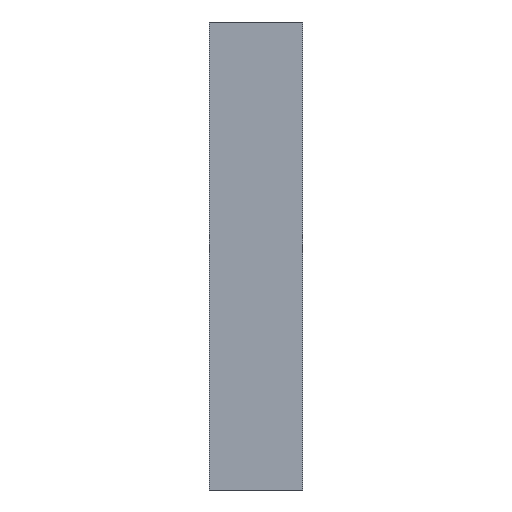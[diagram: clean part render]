
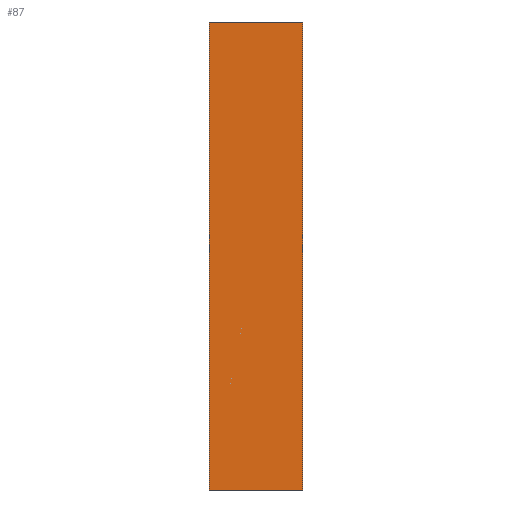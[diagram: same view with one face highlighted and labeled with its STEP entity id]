
A CAD part, left-side view. The second image highlights one B-rep face of the part: STEP entity #87.
In plain terms, the highlighted free-form (B-spline) face has degree [1, 1] with [2, 2] control points.
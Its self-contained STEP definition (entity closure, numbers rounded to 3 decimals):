
#53=CARTESIAN_POINT('Control Point',(0.,60.,0.)) ;
#54=CARTESIAN_POINT('Control Point',(0.,60.,300.)) ;
#55=CARTESIAN_POINT('Control Point',(0.,0.,0.)) ;
#56=CARTESIAN_POINT('Control Point',(0.,0.,300.)) ;
#58=CARTESIAN_POINT('Control Point',(0.,60.,0.)) ;
#59=CARTESIAN_POINT('Control Point',(0.,60.,300.)) ;
#60=CARTESIAN_POINT('Vertex',(0.,60.,300.)) ;
#62=CARTESIAN_POINT('Vertex',(0.,60.,0.)) ;
#66=CARTESIAN_POINT('Control Point',(0.,60.,0.)) ;
#67=CARTESIAN_POINT('Control Point',(0.,0.,0.)) ;
#68=CARTESIAN_POINT('Vertex',(0.,0.,0.)) ;
#72=CARTESIAN_POINT('Control Point',(0.,0.,0.)) ;
#73=CARTESIAN_POINT('Control Point',(0.,0.,300.)) ;
#74=CARTESIAN_POINT('Vertex',(0.,0.,300.)) ;
#78=CARTESIAN_POINT('Control Point',(0.,60.,300.)) ;
#79=CARTESIAN_POINT('Control Point',(0.,0.,300.)) ;
#82=ORIENTED_EDGE('',*,*,#64,.T.) ;
#83=ORIENTED_EDGE('',*,*,#70,.T.) ;
#84=ORIENTED_EDGE('',*,*,#76,.T.) ;
#85=ORIENTED_EDGE('',*,*,#80,.T.) ;
#87=ADVANCED_FACE('Surface.1',(#86),#52,.T.) ;
#57=B_SPLINE_CURVE_WITH_KNOTS('',1,(#58,#59),.UNSPECIFIED.,.F.,.U.,(2,2),(0.,300.),.UNSPECIFIED.) ;
#65=B_SPLINE_CURVE_WITH_KNOTS('',1,(#66,#67),.UNSPECIFIED.,.F.,.U.,(2,2),(0.,60.),.UNSPECIFIED.) ;
#71=B_SPLINE_CURVE_WITH_KNOTS('',1,(#72,#73),.UNSPECIFIED.,.F.,.U.,(2,2),(0.,300.),.UNSPECIFIED.) ;
#77=B_SPLINE_CURVE_WITH_KNOTS('',1,(#78,#79),.UNSPECIFIED.,.F.,.U.,(2,2),(0.,60.),.UNSPECIFIED.) ;
#52=B_SPLINE_SURFACE_WITH_KNOTS('',1,1,((#53,#54),(#55,#56)),.UNSPECIFIED.,.F.,.F.,.U.,(2,2),(2,2),(0.,60.),(0.,300.),.UNSPECIFIED.) ;
#64=EDGE_CURVE('',#61,#63,#57,.F.) ;
#70=EDGE_CURVE('',#63,#69,#65,.T.) ;
#76=EDGE_CURVE('',#69,#75,#71,.T.) ;
#80=EDGE_CURVE('',#75,#61,#77,.F.) ;
#81=EDGE_LOOP('',(#82,#83,#84,#85)) ;
#86=FACE_OUTER_BOUND('',#81,.T.) ;
#61=VERTEX_POINT('',#60) ;
#63=VERTEX_POINT('',#62) ;
#69=VERTEX_POINT('',#68) ;
#75=VERTEX_POINT('',#74) ;
